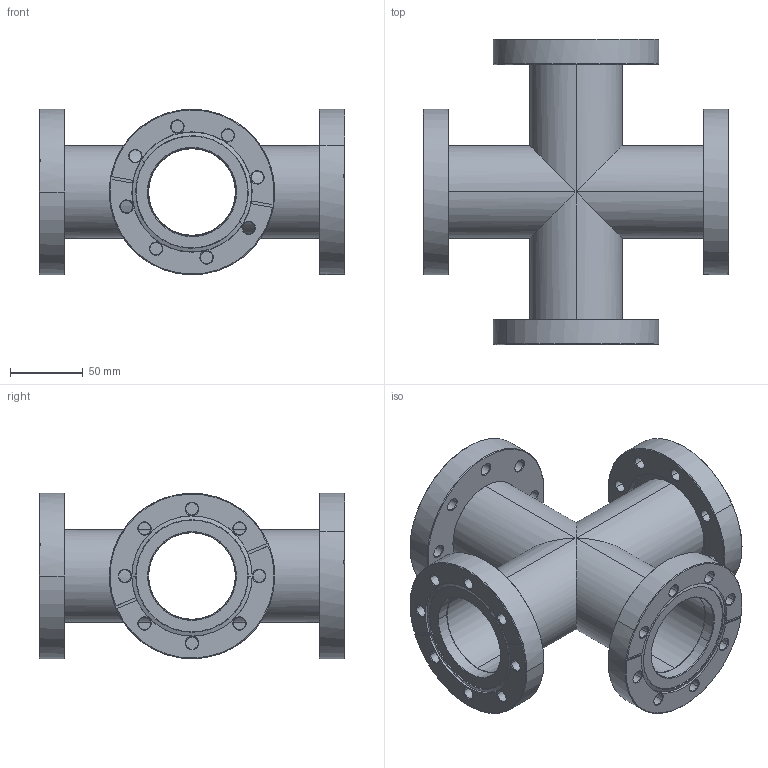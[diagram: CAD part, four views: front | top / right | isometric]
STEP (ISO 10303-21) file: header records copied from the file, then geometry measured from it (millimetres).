
FILE_DESCRIPTION (( 'STEP AP214' ), '1' );
FILE_NAME ('Hositrad_FX-63-64R-Cross.STEP', '2012-11-20T16:38:01', ( '' ), ( '' ), 'SwSTEP 2.0', 'SolidWorks 2012', '' );
FILE_SCHEMA (( 'AUTOMOTIVE_DESIGN' ));
Length unit declared in the file: millimetre
Products named in the file (4): NW63CFR-weld_Tube63.5; CF63-64-Weld; 63-4-Cross; Hositrad_FX-63-64R-Cross
Assembly tree (5 placements, depth 2):
  Hositrad_FX-63-64R-Cross
    63-4-Cross
    CF63-64-Weld  x2
    NW63CFR-weld_Tube63.5  x2
Bounding box: 209.6 x 209.6 x 113.5 mm (x, y, z)
Volume: 558159.1 mm3; surface area: 241663.7 mm2
Topology: 7 solids, 7 shells, 356 faces, 828 edges, 480 vertices
Faces by surface type: cone 180, cylinder 120, plane 52, bspline 4
Entity records: 5953 total; most frequent: CARTESIAN_POINT 1344, DIRECTION 1026, ORIENTED_EDGE 864, EDGE_CURVE 432, AXIS2_PLACEMENT_3D 420, VERTEX_POINT 250, EDGE_LOOP 234, CIRCLE 226
